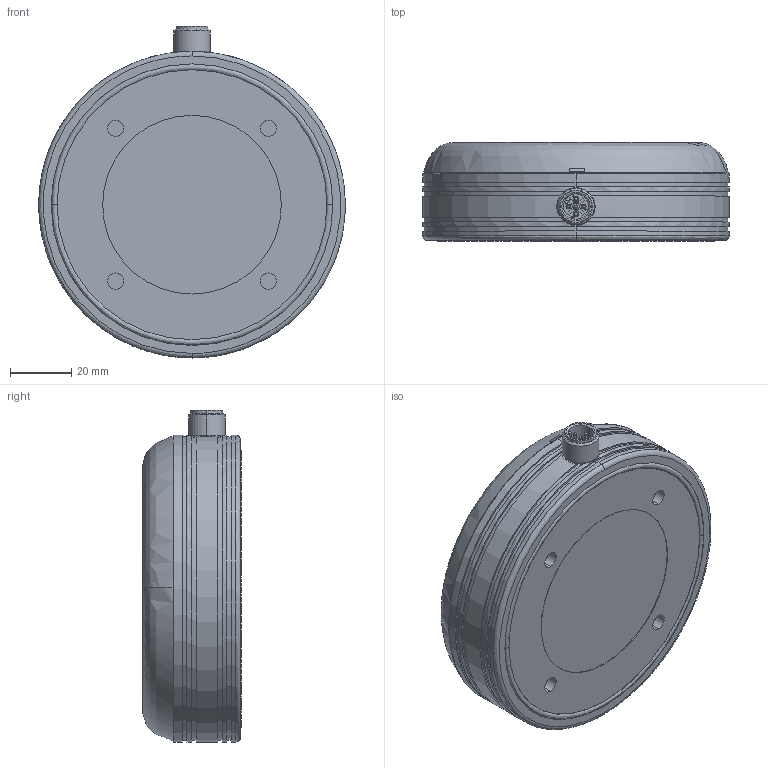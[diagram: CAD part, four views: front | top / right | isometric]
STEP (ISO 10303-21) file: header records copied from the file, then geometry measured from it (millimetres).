
FILE_DESCRIPTION (( 'STEP AP203' ), '1' );
FILE_NAME ('CD41AARBK-P20-0256.step', '2024-12-17T17:46:55', ( '' ), ( '' ), 'SwSTEP 2.0', 'SolidWorks 2024', '' );
FILE_SCHEMA (( 'CONFIG_CONTROL_DESIGN' ));
Length unit declared in the file: inch
Products named in the file (1): CD41AARBK-P20-0256
Bounding box: 100.4 x 32.31 x 108.7 mm (x, y, z)
Volume: 243283.4 mm3; surface area: 28633.9 mm2
Topology: 1 solids, 4 shells, 386 faces, 983 edges, 646 vertices
Faces by surface type: plane 254, cylinder 73, bspline 38, cone 21
Entity records: 13023 total; most frequent: CARTESIAN_POINT 3692, ORIENTED_EDGE 1946, DIRECTION 1819, EDGE_CURVE 973, VECTOR 691, LINE 691, VERTEX_POINT 646, AXIS2_PLACEMENT_3D 564
